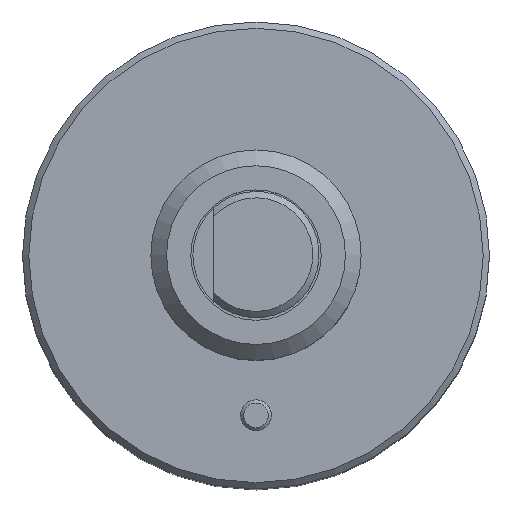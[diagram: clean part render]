
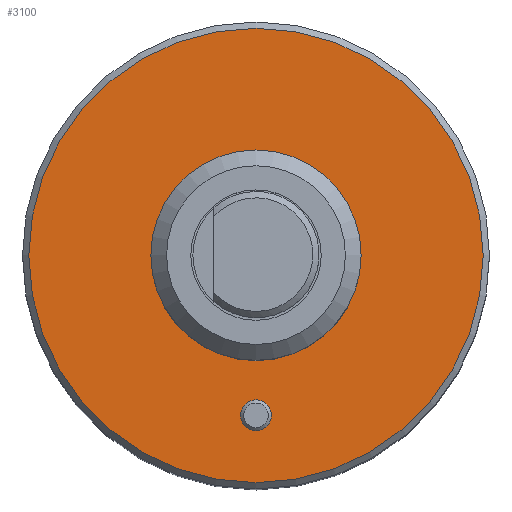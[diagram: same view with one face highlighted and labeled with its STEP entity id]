
A CAD part, top view. The second image highlights one B-rep face of the part: STEP entity #3100.
In plain terms, the highlighted planar face has unit normal (0, 0, 1).
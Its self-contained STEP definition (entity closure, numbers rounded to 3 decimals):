
#3100=ADVANCED_FACE('', (#3110,#3120,#3130), #3140, .T.);
#11950=AXIS2_PLACEMENT_3D('Ax2Pl3d', #11960, #11970, #11980);
#11990=AXIS2_PLACEMENT_3D('Ax2Pl3d', #12000, #12010, #12020);
#12030=AXIS2_PLACEMENT_3D('Ax2Pl3d', #12040, #12050, #12060);
#12070=AXIS2_PLACEMENT_3D('Ax2Pl3d', #12080, #12090, #12100);
#11960=CARTESIAN_POINT('HicPkt', (0.,0.,0.));
#16970=CARTESIAN_POINT('', (10.8,0.,0.));
#12000=CARTESIAN_POINT('HicPkt', (10.8,0.,0.));
#12040=CARTESIAN_POINT('HicPkt', (0.,-7.6,0.));
#16980=CARTESIAN_POINT('', (0.,-8.335,0.));
#12080=CARTESIAN_POINT('HicPkt', (0.,0.,0.));
#16990=CARTESIAN_POINT('', (0.,5.,0.));
#18230=CIRCLE('Circle', #11950, 10.8);
#18240=CIRCLE('Circle', #12030, 0.735);
#18250=CIRCLE('Circle', #12070, 5.);
#11970=DIRECTION('Axis', (0.,0.,-1.));
#11980=DIRECTION('RefDirection', (-1.,-0.,0.));
#12010=DIRECTION('Axis', (0.,0.,1.));
#12020=DIRECTION('RefDirection', (1.,0.,-0.));
#12050=DIRECTION('Axis', (0.,0.,-1.));
#12060=DIRECTION('RefDirection', (-1.,-0.,0.));
#12090=DIRECTION('Axis', (0.,0.,-1.));
#12100=DIRECTION('RefDirection', (-1.,-0.,0.));
#26840=EDGE_CURVE('', #26850, #26850, #18230, .T.);
#26860=EDGE_CURVE('', #26870, #26870, #18240, .T.);
#26880=EDGE_CURVE('', #26890, #26890, #18250, .T.);
#31510=EDGE_LOOP('Edge_loop', (#31520));
#31530=EDGE_LOOP('Edge_loop', (#31540));
#31550=EDGE_LOOP('Edge_loop', (#31560));
#3120=FACE_BOUND('', #31530, .T.);
#3130=FACE_BOUND('', #31550, .T.);
#3110=FACE_OUTER_BOUND('Face_outer_bound', #31510, .T.);
#31520=ORIENTED_EDGE('', *, *, #26840, .F.);
#31540=ORIENTED_EDGE('', *, *, #26860, .T.);
#31560=ORIENTED_EDGE('', *, *, #26880, .T.);
#3140=PLANE('Plane', #11990);
#26850=VERTEX_POINT('', #16970);
#26870=VERTEX_POINT('', #16980);
#26890=VERTEX_POINT('', #16990);
